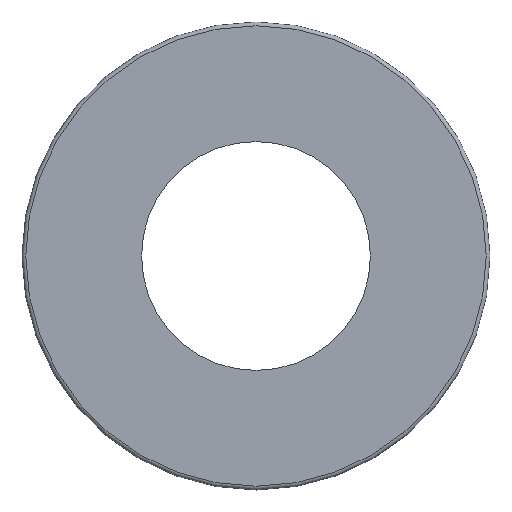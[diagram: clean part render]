
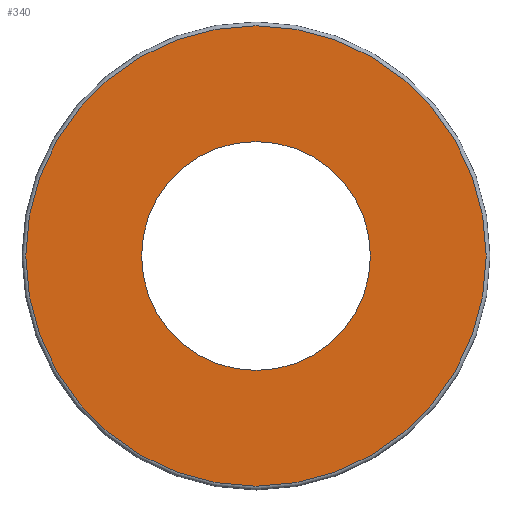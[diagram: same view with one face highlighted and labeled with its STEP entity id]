
A CAD part, front view. The second image highlights one B-rep face of the part: STEP entity #340.
In plain terms, the highlighted planar face has unit normal (0, -1, 0).
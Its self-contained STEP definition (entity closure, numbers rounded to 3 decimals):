
#42 = ORIENTED_EDGE ( 'NONE', *, *, #386, .F. ) ;
#53 = DIRECTION ( 'NONE',  ( 0., 1., 0. ) ) ;
#58 = EDGE_LOOP ( 'NONE', ( #237 ) ) ;
#66 = CARTESIAN_POINT ( 'NONE',  ( 0., 0., 0. ) ) ;
#90 = AXIS2_PLACEMENT_3D ( 'NONE', #66, #154, #396 ) ;
#112 = CIRCLE ( 'NONE', #541, 30.166 ) ;
#118 = VERTEX_POINT ( 'NONE', #254 ) ;
#136 = DIRECTION ( 'NONE',  ( 0., 0., 1. ) ) ;
#154 = DIRECTION ( 'NONE',  ( 0., -1., 0. ) ) ;
#156 = FACE_OUTER_BOUND ( 'NONE', #58, .T. ) ;
#209 = PLANE ( 'NONE',  #375 ) ;
#237 = ORIENTED_EDGE ( 'NONE', *, *, #559, .F. ) ;
#254 = CARTESIAN_POINT ( 'NONE',  ( 0., 0., 15. ) ) ;
#300 = DIRECTION ( 'NONE',  ( 0., 1., 0. ) ) ;
#340 = ADVANCED_FACE ( 'NONE', ( #448, #156 ), #209, .F. ) ;
#343 = CARTESIAN_POINT ( 'NONE',  ( 0., 0., 30.166 ) ) ;
#375 = AXIS2_PLACEMENT_3D ( 'NONE', #542, #300, #394 ) ;
#386 = EDGE_CURVE ( 'NONE', #118, #118, #425, .T. ) ;
#394 = DIRECTION ( 'NONE',  ( 0., 0., 1. ) ) ;
#396 = DIRECTION ( 'NONE',  ( 0., 0., 1. ) ) ;
#425 = CIRCLE ( 'NONE', #90, 15. ) ;
#446 = EDGE_LOOP ( 'NONE', ( #42 ) ) ;
#448 = FACE_BOUND ( 'NONE', #446, .T. ) ;
#541 = AXIS2_PLACEMENT_3D ( 'NONE', #588, #53, #136 ) ;
#542 = CARTESIAN_POINT ( 'NONE',  ( 0., 0., 0. ) ) ;
#559 = EDGE_CURVE ( 'NONE', #591, #591, #112, .T. ) ;
#588 = CARTESIAN_POINT ( 'NONE',  ( 0., 0., 0. ) ) ;
#591 = VERTEX_POINT ( 'NONE', #343 ) ;
